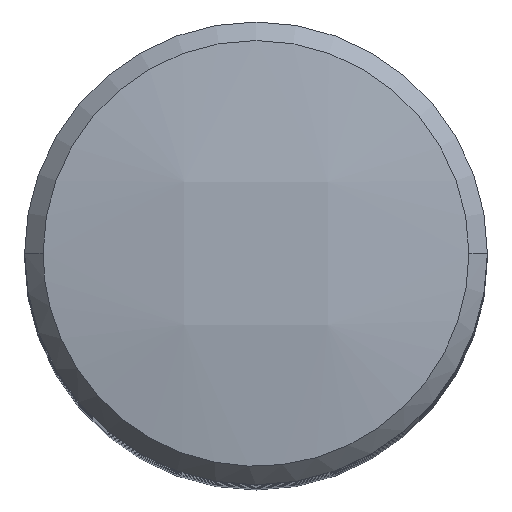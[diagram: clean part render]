
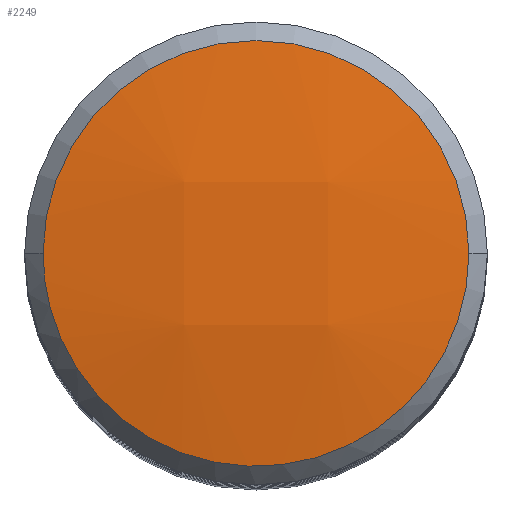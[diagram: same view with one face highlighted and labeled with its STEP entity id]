
A CAD part, top view. The second image highlights one B-rep face of the part: STEP entity #2249.
In plain terms, the highlighted free-form (B-spline) face has degree [3, 3] with [4, 4] control points.
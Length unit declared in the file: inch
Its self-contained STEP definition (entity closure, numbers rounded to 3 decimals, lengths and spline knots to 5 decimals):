
#195 = CARTESIAN_POINT ( 'NONE',  ( 0.54468, -0.47818, 10.12948 ) ) ;
#208 = CARTESIAN_POINT ( 'NONE',  ( -0.64981, -0.32108, 10.12948 ) ) ;
#224 = CARTESIAN_POINT ( 'NONE',  ( 0.65096, -0.32134, 10.12948 ) ) ;
#237 = CARTESIAN_POINT ( 'NONE',  ( 0.09469, -0.71976, 10.12948 ) ) ;
#336 = DIRECTION ( 'NONE',  ( -1., 0., 0. ) ) ;
#566 = CARTESIAN_POINT ( 'NONE',  ( -0.71851, -0.09528, 10.12948 ) ) ;
#599 = CARTESIAN_POINT ( 'NONE',  ( 0.36266, -0.62891, 10.12948 ) ) ;
#615 = CARTESIAN_POINT ( 'NONE',  ( -0.29877, -0.66036, 10.12948 ) ) ;
#633 = CARTESIAN_POINT ( 'NONE',  ( 0.44219, -0.57578, 10.12948 ) ) ;
#789 = CARTESIAN_POINT ( 'NONE',  ( 0.72441, 0., 10.12948 ) ) ;
#851 = EDGE_CURVE ( 'NONE', #1886, #3106, #4402, .T. ) ;
#937 = CARTESIAN_POINT ( 'NONE',  ( 0.24716, 0.24887, 10.24244 ) ) ;
#943 = CARTESIAN_POINT ( 'NONE',  ( 0.25557, -0.67824, 10.12948 ) ) ;
#951 = CARTESIAN_POINT ( 'NONE',  ( -0.733, -0.24488, 10.15063 ) ) ;
#957 = CARTESIAN_POINT ( 'NONE',  ( 0.72441, -0.04784, 10.12948 ) ) ;
#973 = CARTESIAN_POINT ( 'NONE',  ( -0.36224, -0.62778, 10.12948 ) ) ;
#991 = CARTESIAN_POINT ( 'NONE',  ( -0.11806, -0.71511, 10.12948 ) ) ;
#1014 = FACE_OUTER_BOUND ( 'NONE', #1694, .T. ) ;
#1298 = CARTESIAN_POINT ( 'NONE',  ( -0.4407, -0.57542, 10.12948 ) ) ;
#1315 = CARTESIAN_POINT ( 'NONE',  ( -0.57563, -0.44232, 10.12948 ) ) ;
#1326 = CARTESIAN_POINT ( 'NONE',  ( 0.24716, 0.73971, 10.15001 ) ) ;
#1348 = CARTESIAN_POINT ( 'NONE',  ( -0.04711, -0.72327, 10.12948 ) ) ;
#1433 = ORIENTED_EDGE ( 'NONE', *, *, #851, .F. ) ;
#1443 = CARTESIAN_POINT ( 'NONE',  ( 0., 0., 10.12948 ) ) ;
#1446 = DIRECTION ( 'NONE',  ( 0., 0., -1. ) ) ;
#1670 = CARTESIAN_POINT ( 'NONE',  ( -0.61505, -0.38345, 10.12948 ) ) ;
#1678 = CARTESIAN_POINT ( 'NONE',  ( -0.733, 0.24319, 10.15074 ) ) ;
#1686 = CARTESIAN_POINT ( 'NONE',  ( 0.32095, -0.65114, 10.12948 ) ) ;
#1694 = EDGE_LOOP ( 'NONE', ( #1433, #3800 ) ) ;
#1703 = CARTESIAN_POINT ( 'NONE',  ( 0.70009, -0.18764, 10.12948 ) ) ;
#1710 = CARTESIAN_POINT ( 'NONE',  ( -0.24716, -0.2506, 10.24234 ) ) ;
#1727 = CARTESIAN_POINT ( 'NONE',  ( 0.24716, -0.2506, 10.24234 ) ) ;
#1737 = CARTESIAN_POINT ( 'NONE',  ( -0.72323, -0.04776, 10.12948 ) ) ;
#1886 = VERTEX_POINT ( 'NONE', #789 ) ;
#2060 = CARTESIAN_POINT ( 'NONE',  ( 0.04775, -0.72438, 10.12948 ) ) ;
#2076 = CARTESIAN_POINT ( 'NONE',  ( 0.2333, -0.68623, 10.12948 ) ) ;
#2085 = CARTESIAN_POINT ( 'NONE',  ( -0.24716, 0.24887, 10.24244 ) ) ;
#2095 = CARTESIAN_POINT ( 'NONE',  ( -0.02325, -0.72442, 10.12948 ) ) ;
#2106 = CARTESIAN_POINT ( 'NONE',  ( 0.733, 0.72283, 10.06041 ) ) ;
#2113 = CARTESIAN_POINT ( 'NONE',  ( -0.49513, -0.52932, 10.12948 ) ) ;
#2128 = CARTESIAN_POINT ( 'NONE',  ( -0.23274, -0.68765, 10.12948 ) ) ;
#2249 = ADVANCED_FACE ( 'NONE', ( #1014 ), #2332, .T. ) ;
#2332 =( BOUNDED_SURFACE ( )  B_SPLINE_SURFACE ( 3, 3, ( 
 ( #3564, #951, #1678, #4588 ),
 ( #3193, #1710, #2085, #2798 ),
 ( #2863, #1727, #937, #1326 ),
 ( #3502, #2446, #3180, #2106 ) ),
 .UNSPECIFIED., .F., .F., .F. ) 
 B_SPLINE_SURFACE_WITH_KNOTS ( ( 4, 4 ),
 ( 4, 4 ),
 ( 0., 1. ),
 ( 0., 1. ),
 .UNSPECIFIED. ) 
 GEOMETRIC_REPRESENTATION_ITEM ( )  RATIONAL_B_SPLINE_SURFACE ( (
 ( 1., 0.988, 0.988, 1.),
 ( 0.989, 0.977, 0.977, 0.989),
 ( 0.989, 0.977, 0.977, 0.989),
 ( 1., 0.988, 0.988, 1.) ) ) 
 REPRESENTATION_ITEM ( '' )  SURFACE ( )  );
#2436 = CARTESIAN_POINT ( 'NONE',  ( -0.72441, -0.02392, 10.12948 ) ) ;
#2446 = CARTESIAN_POINT ( 'NONE',  ( 0.733, -0.24488, 10.15063 ) ) ;
#2452 = CARTESIAN_POINT ( 'NONE',  ( -0.18755, -0.7013, 10.12948 ) ) ;
#2464 = CARTESIAN_POINT ( 'NONE',  ( 0.47874, -0.54571, 10.12948 ) ) ;
#2481 = CARTESIAN_POINT ( 'NONE',  ( 0.72441, 0., 10.12948 ) ) ;
#2495 = CARTESIAN_POINT ( 'NONE',  ( 0.62872, -0.36294, 10.12948 ) ) ;
#2560 = AXIS2_PLACEMENT_3D ( 'NONE', #1443, #1446, #336 ) ;
#2723 = CIRCLE ( 'NONE', #2560, 0.72441 ) ;
#2798 = CARTESIAN_POINT ( 'NONE',  ( -0.24716, 0.73971, 10.15001 ) ) ;
#2820 = CARTESIAN_POINT ( 'NONE',  ( 0.1878, -0.70005, 10.12948 ) ) ;
#2835 = CARTESIAN_POINT ( 'NONE',  ( -0.09461, -0.7186, 10.12948 ) ) ;
#2863 = CARTESIAN_POINT ( 'NONE',  ( 0.24716, -0.7414, 10.14969 ) ) ;
#3106 = VERTEX_POINT ( 'NONE', #3708 ) ;
#3156 = CARTESIAN_POINT ( 'NONE',  ( 0.57485, -0.44145, 10.12948 ) ) ;
#3180 = CARTESIAN_POINT ( 'NONE',  ( 0.733, 0.24319, 10.15074 ) ) ;
#3185 = CARTESIAN_POINT ( 'NONE',  ( 0.16451, -0.70588, 10.12948 ) ) ;
#3193 = CARTESIAN_POINT ( 'NONE',  ( -0.24716, -0.7414, 10.14969 ) ) ;
#3200 = CARTESIAN_POINT ( 'NONE',  ( 0.52879, -0.49569, 10.12948 ) ) ;
#3502 = CARTESIAN_POINT ( 'NONE',  ( 0.733, -0.72449, 10.0601 ) ) ;
#3509 = CARTESIAN_POINT ( 'NONE',  ( 0.67816, -0.25579, 10.12948 ) ) ;
#3557 = CARTESIAN_POINT ( 'NONE',  ( -0.68725, -0.23389, 10.12948 ) ) ;
#3564 = CARTESIAN_POINT ( 'NONE',  ( -0.733, -0.72449, 10.0601 ) ) ;
#3582 = EDGE_CURVE ( 'NONE', #3106, #1886, #2723, .T. ) ;
#3708 = CARTESIAN_POINT ( 'NONE',  ( -0.72441, 0., 10.12948 ) ) ;
#3800 = ORIENTED_EDGE ( 'NONE', *, *, #3582, .F. ) ;
#3839 = CARTESIAN_POINT ( 'NONE',  ( 0.68621, -0.23335, 10.12948 ) ) ;
#3855 = CARTESIAN_POINT ( 'NONE',  ( 0.70586, -0.1646, 10.12948 ) ) ;
#3871 = CARTESIAN_POINT ( 'NONE',  ( 0.71972, -0.09496, 10.12948 ) ) ;
#3886 = CARTESIAN_POINT ( 'NONE',  ( -0.47736, -0.5454, 10.12948 ) ) ;
#4201 = CARTESIAN_POINT ( 'NONE',  ( -0.62727, -0.36314, 10.12948 ) ) ;
#4233 = CARTESIAN_POINT ( 'NONE',  ( -0.40275, -0.60351, 10.12948 ) ) ;
#4247 = CARTESIAN_POINT ( 'NONE',  ( 0.58916, -0.42216, 10.12948 ) ) ;
#4264 = CARTESIAN_POINT ( 'NONE',  ( -0.72441, 0., 10.12948 ) ) ;
#4402 = B_SPLINE_CURVE_WITH_KNOTS ( 'NONE', 3,
 ( #2481, #957, #3871, #3855, #1703, #3839, #3509, #224, #2495, #4247, #3156, #195, #3200, #2464, #633, #599, #1686, #943, #2076, #2820, #3185, #237, #2060, #2095, #1348, #2835, #991, #2452, #2128, #615, #4577, #973, #4233, #1298, #3886, #2113, #4609, #1315, #1670, #4201, #208, #4562, #3557, #4630, #4595, #566, #1737, #2436, #4264 ),
 .UNSPECIFIED., .F., .F.,
 ( 4, 2, 2, 2, 2, 2, 2, 2, 2, 2, 2, 2, 2, 2, 2, 2, 1, 2, 2, 2, 2, 2, 2, 2, 4 ),
 ( 0., 0.0036, 0.00541, 0.00721, 0.01081, 0.01261, 0.01441, 0.01802, 0.02162, 0.02342, 0.02522, 0.02883, 0.03063, 0.03243, 0.03603, 0.03784, 0.03964, 0.04144, 0.04324, 0.04684, 0.04865, 0.05045, 0.05405, 0.05585, 0.05765 ),
 .UNSPECIFIED. ) ;
#4562 = CARTESIAN_POINT ( 'NONE',  ( -0.66003, -0.29948, 10.12948 ) ) ;
#4577 = CARTESIAN_POINT ( 'NONE',  ( -0.32044, -0.65011, 10.12948 ) ) ;
#4588 = CARTESIAN_POINT ( 'NONE',  ( -0.733, 0.72283, 10.06041 ) ) ;
#4595 = CARTESIAN_POINT ( 'NONE',  ( -0.71496, -0.11898, 10.12948 ) ) ;
#4609 = CARTESIAN_POINT ( 'NONE',  ( -0.54569, -0.47881, 10.12948 ) ) ;
#4630 = CARTESIAN_POINT ( 'NONE',  ( -0.70099, -0.18877, 10.12948 ) ) ;
